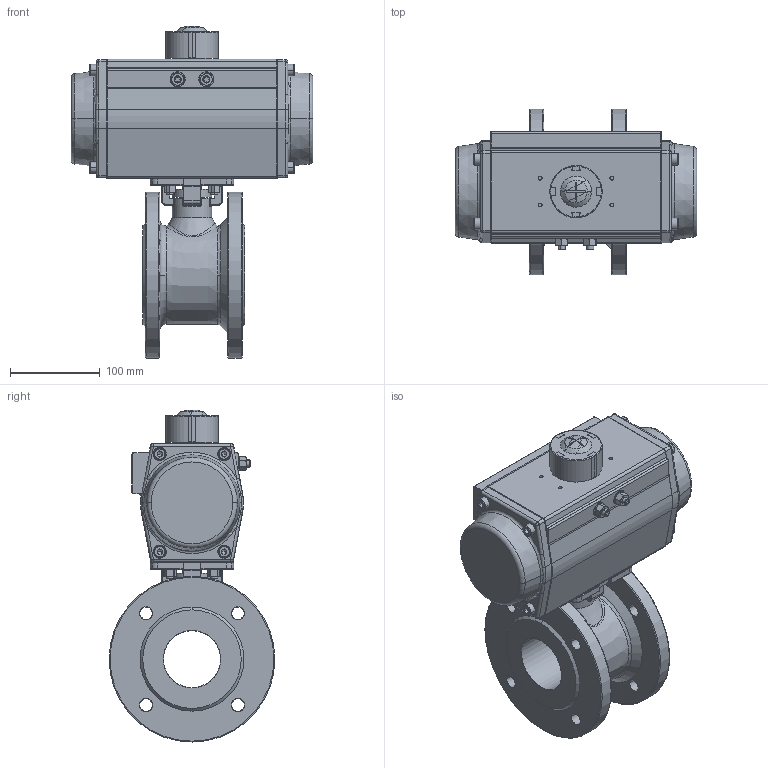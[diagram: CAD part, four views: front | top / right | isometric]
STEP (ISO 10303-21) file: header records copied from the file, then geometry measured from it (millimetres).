
FILE_DESCRIPTION(('HOOPS Exchange Step'),'2;1');
FILE_NAME('PK0701_DN65.stp','2025-05-09T10:26:19+02:00',('nieru'),('Unknown organisation'),'HOOPS Exchange 2024.2','HOOPS Exchange','Unknown authorisation');
FILE_SCHEMA( ('AP203_CONFIGURATION_CONTROLLED_3D_DESIGN_OF_MECHANICAL_PARTS_AND_ASSEMBLIES_MIM_LF') );
Length unit declared in the file: millimetre
Products named in the file (5): 0; root
Assembly tree (4 placements, depth 3):
  root
    0
      0
      0
      0
Bounding box: 270 x 185 x 370.69 mm (x, y, z)
Volume: 3400859.4 mm3; surface area: 496208.6 mm2
Topology: 36 solids, 36 shells, 1719 faces, 4131 edges, 2477 vertices
Faces by surface type: cylinder 563, plane 509, cone 208, bspline 198, torus 189, sphere 52
Full cylindrical faces by diameter (mm): 6.8 x1, 63.5 x1
Entity records: 78298 total; most frequent: CARTESIAN_POINT 39662, ORIENTED_EDGE 8140, DIRECTION 7833, EDGE_CURVE 4070, AXIS2_PLACEMENT_3D 3085, VERTEX_POINT 2479, EDGE_LOOP 1875, FACE_BOUND 1875
